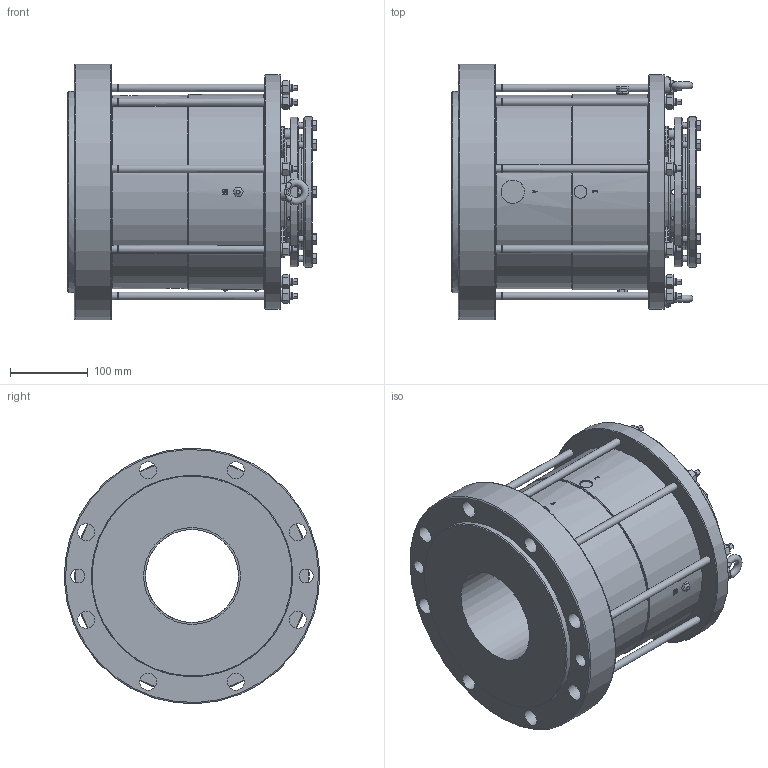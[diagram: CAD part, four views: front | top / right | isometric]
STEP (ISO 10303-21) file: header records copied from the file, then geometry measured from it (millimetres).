
FILE_DESCRIPTION(/* description */ ('Unknown'),/* implementation_level */ '2;1');
FILE_NAME(/* name */ '125mm',/* time_stamp */ '2023-04-14T09:17:22+01:00',/* author */ ('Unknown'),/* organization */ ('Unknown'),/* preprocessor_version */ 'ST-DEVELOPER v18.102',/* originating_system */ 'Solid Edge',/* authorisation */ 'Unknown');
FILE_SCHEMA (('AUTOMOTIVE_DESIGN {1 0 10303 214 3 1 1}'));
Length unit declared in the file: millimetre
Products named in the file (1): 125mm
Bounding box: 320.74 x 329.43 x 329.43 mm (x, y, z)
Volume: 13007740 mm3; surface area: 750823.8 mm2
Topology: 1 solids, 1 shells, 867 faces, 2231 edges, 1400 vertices
Faces by surface type: plane 374, cone 232, cylinder 192, bspline 40, torus 29
Full cylindrical faces by diameter (mm): 2.5 x4, 3.175 x1, 4.94 x1, 8 x10, 10 x32, 12.5 x1, 13 x4, 16.002 x1, 16.5 x1, 18 x2, 22 x10, 30 x2, 120 x3, 120.167 x1, 125 x1, 136.144 x1, 143.942 x1, 148.768 x1, 193.904 x2, 224.841 x1, 245.897 x1, 249.936 x1, 251.968 x1, 259.74 x1, 302.768 x1, 329.743 x1
Entity records: 33082 total; most frequent: CARTESIAN_POINT 7778, ORIENTED_EDGE 3904, DIRECTION 3781, EDGE_CURVE 1952, AXIS2_PLACEMENT_3D 1552, VERTEX_POINT 1301, FACE_BOUND 1207, EDGE_LOOP 1203
